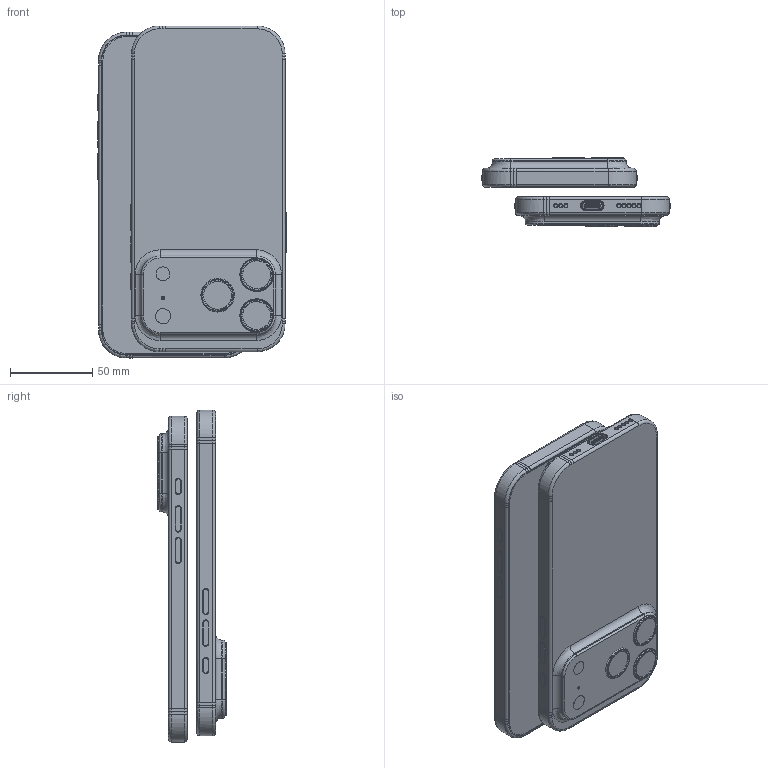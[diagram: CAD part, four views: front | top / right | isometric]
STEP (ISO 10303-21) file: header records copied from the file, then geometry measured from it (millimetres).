
FILE_DESCRIPTION(('FreeCAD Model'),'2;1');
FILE_NAME('Open CASCADE Shape Model','2025-05-03T08:22:13',('FreeCAD'),( 'FreeCAD'),'Open CASCADE STEP processor 7.6','FreeCAD','Unknown');
FILE_SCHEMA(('AUTOMOTIVE_DESIGN { 1 0 10303 214 1 1 1 1 }'));
Length unit declared in the file: millimetre
Products named in the file (1): Open CASCADE STEP translator 7.6 1
Bounding box: 114.61 x 41.77 x 201.67 mm (x, y, z)
Volume: 455470.9 mm3; surface area: 87247.2 mm2
Topology: 2 solids, 2 shells, 540 faces, 1192 edges, 712 vertices
Faces by surface type: bspline 540
Entity records: 15856 total; most frequent: CARTESIAN_POINT 9085, ORIENTED_EDGE 2384, EDGE_CURVE 1192, VERTEX_POINT 712, FACE_BOUND 596, EDGE_LOOP 596, B_SPLINE_CURVE_WITH_KNOTS 550, ADVANCED_FACE 540
